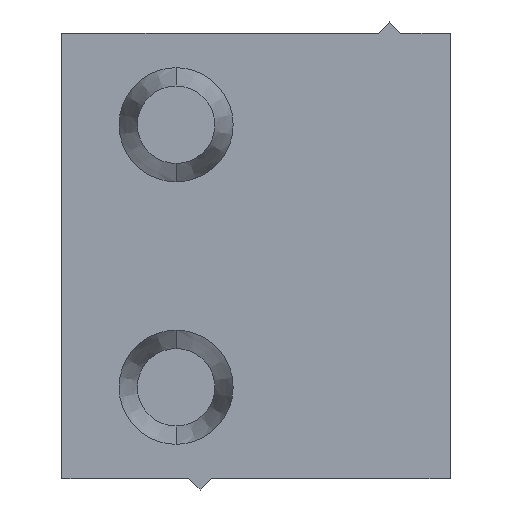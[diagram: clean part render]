
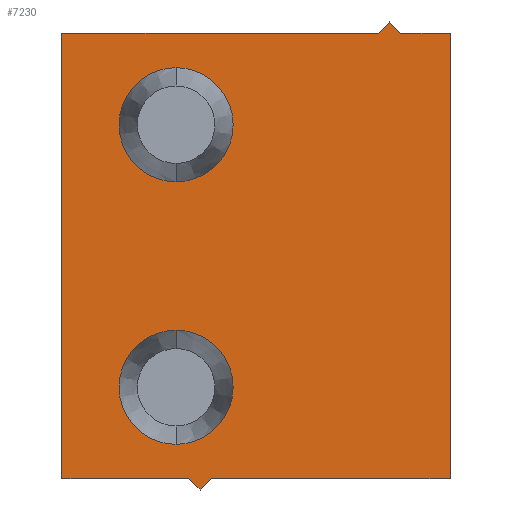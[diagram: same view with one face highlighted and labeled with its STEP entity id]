
A CAD part, front view. The second image highlights one B-rep face of the part: STEP entity #7230.
In plain terms, the highlighted planar face has unit normal (0, -1, 0).
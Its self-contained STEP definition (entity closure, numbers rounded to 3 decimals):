
#60=CARTESIAN_POINT('',(-44.3,-1.5,
0.));
#70=DIRECTION('',(-0.707,0.,
0.707));
#80=VECTOR('',#70,1.);
#90=LINE('',#60,#80);
#100=CARTESIAN_POINT('',(-56.15,-1.5,11.85));
#110=VERTEX_POINT('',#100);
#120=CARTESIAN_POINT('',(-56.65,-1.5,
12.35));
#130=VERTEX_POINT('',#120);
#140=EDGE_CURVE('',#110,#130,#90,.T.);
#1000=CARTESIAN_POINT('',(1.078,-1.5,
41.278));
#1010=DIRECTION('',(-0.707,0.,
-0.707));
#1020=VECTOR('',#1010,1.);
#1030=LINE('',#1000,#1020);
#1040=CARTESIAN_POINT('',(-36.15,-1.5,
4.05));
#1050=VERTEX_POINT('',#1040);
#1060=CARTESIAN_POINT('',(-36.65,-1.5,
3.55));
#1070=VERTEX_POINT('',#1060);
#1080=EDGE_CURVE('',#1050,#1070,#1030,.T.);
#1530=CARTESIAN_POINT('',(-49.65,-1.5,
3.));
#1540=VERTEX_POINT('',#1530);
#1700=CARTESIAN_POINT('',(-54.65,-1.5,
3.));
#1710=VERTEX_POINT('',#1700);
#1740=CARTESIAN_POINT('',(-52.15,-1.5,
3.));
#1750=DIRECTION('',(0.,1.,0.));
#1760=DIRECTION('',(1.,0.,0.));
#1770=AXIS2_PLACEMENT_3D('',#1740,#1750,#1760);
#1780=CIRCLE('',#1770,2.5);
#1790=EDGE_CURVE('',#1710,#1540,#1780,.T.);
#2000=CARTESIAN_POINT('',(-36.65,-1.5,
4.55));
#2010=VERTEX_POINT('',#2000);
#2060=CARTESIAN_POINT('',(-36.65,-1.5,
0.));
#2070=DIRECTION('',(0.,0.,1.));
#2080=VECTOR('',#2070,1.);
#2090=LINE('',#2060,#2080);
#2100=CARTESIAN_POINT('',(-36.65,-1.5,
15.));
#2110=VERTEX_POINT('',#2100);
#2120=EDGE_CURVE('',#2010,#2110,#2090,.T.);
#2380=CARTESIAN_POINT('',(-36.65,-1.5,
0.));
#2390=DIRECTION('',(0.,0.,1.));
#2400=VECTOR('',#2390,1.);
#2410=LINE('',#2380,#2400);
#2420=CARTESIAN_POINT('',(-36.65,-1.5,
-2.));
#2430=VERTEX_POINT('',#2420);
#2440=EDGE_CURVE('',#2430,#1070,#2410,.T.);
#2980=CARTESIAN_POINT('',(-43.15,-1.5,
3.));
#2990=VERTEX_POINT('',#2980);
#3150=CARTESIAN_POINT('',(-38.15,-1.5,
3.));
#3160=VERTEX_POINT('',#3150);
#3190=CARTESIAN_POINT('',(-40.65,-1.5,
3.));
#3200=DIRECTION('',(0.,-1.,0.));
#3210=DIRECTION('',(1.,0.,0.));
#3220=AXIS2_PLACEMENT_3D('',#3190,#3200,#3210);
#3230=CIRCLE('',#3220,2.5);
#3240=EDGE_CURVE('',#2990,#3160,#3230,.T.);
#6270=CARTESIAN_POINT('',(-56.15,-1.5,
0.));
#6280=DIRECTION('',(0.,0.,-1.));
#6290=VECTOR('',#6280,1.);
#6300=LINE('',#6270,#6290);
#6310=CARTESIAN_POINT('',(-56.15,-1.5,
15.));
#6320=VERTEX_POINT('',#6310);
#6330=CARTESIAN_POINT('',(-56.15,-1.5,
12.85));
#6340=VERTEX_POINT('',#6330);
#6350=EDGE_CURVE('',#6320,#6340,#6300,.T.);
#6690=CARTESIAN_POINT('',(-36.15,-1.5,
7.55));
#6700=DIRECTION('',(0.,-1.,0.));
#6710=DIRECTION('',(1.,0.,0.));
#6720=AXIS2_PLACEMENT_3D('',#6690,#6700,#6710);
#6730=PLANE('',#6720);
#6740=EDGE_CURVE('',#1540,#1710,#1780,.T.);
#6750=ORIENTED_EDGE('',*,*,#6740,.T.);
#6760=ORIENTED_EDGE('',*,*,#1790,.T.);
#6770=EDGE_LOOP('',(#6760,#6750));
#6780=FACE_BOUND('',#6770,.T.);
#6790=EDGE_CURVE('',#3160,#2990,#3230,.T.);
#6800=ORIENTED_EDGE('',*,*,#6790,.F.);
#6810=ORIENTED_EDGE('',*,*,#3240,.F.);
#6820=EDGE_LOOP('',(#6810,#6800));
#6830=FACE_BOUND('',#6820,.T.);
#6840=ORIENTED_EDGE('',*,*,#140,.F.);
#6850=CARTESIAN_POINT('',(1.078,-1.5,
70.078));
#6860=DIRECTION('',(0.707,0.,
0.707));
#6870=VECTOR('',#6860,1.);
#6880=LINE('',#6850,#6870);
#6890=EDGE_CURVE('',#130,#6340,#6880,.T.);
#6900=ORIENTED_EDGE('',*,*,#6890,.F.);
#6910=ORIENTED_EDGE('',*,*,#6350,.T.);
#6920=CARTESIAN_POINT('',(1.078,-1.5,15.));
#6930=DIRECTION('',(-1.,0.,0.));
#6940=VECTOR('',#6930,1.);
#6950=LINE('',#6920,#6940);
#6960=EDGE_CURVE('',#2110,#6320,#6950,.T.);
#6970=ORIENTED_EDGE('',*,*,#6960,.T.);
#6980=ORIENTED_EDGE('',*,*,#2120,.T.);
#6990=CARTESIAN_POINT('',(0.578,-1.5,
-32.678));
#7000=DIRECTION('',(0.707,0.,
-0.707));
#7010=VECTOR('',#7000,1.);
#7020=LINE('',#6990,#7010);
#7030=EDGE_CURVE('',#2010,#1050,#7020,.T.);
#7040=ORIENTED_EDGE('',*,*,#7030,.F.);
#7050=ORIENTED_EDGE('',*,*,#1080,.F.);
#7060=ORIENTED_EDGE('',*,*,#2440,.T.);
#7070=CARTESIAN_POINT('',(1.078,-1.5,
-2.));
#7080=DIRECTION('',(1.,0.,0.));
#7090=VECTOR('',#7080,1.);
#7100=LINE('',#7070,#7090);
#7110=CARTESIAN_POINT('',(-56.15,-1.5,
-2.));
#7120=VERTEX_POINT('',#7110);
#7130=EDGE_CURVE('',#7120,#2430,#7100,.T.);
#7140=ORIENTED_EDGE('',*,*,#7130,.T.);
#7150=CARTESIAN_POINT('',(-56.15,-1.5,
0.));
#7160=DIRECTION('',(0.,0.,-1.));
#7170=VECTOR('',#7160,1.);
#7180=LINE('',#7150,#7170);
#7190=EDGE_CURVE('',#110,#7120,#7180,.T.);
#7200=ORIENTED_EDGE('',*,*,#7190,.T.);
#7210=EDGE_LOOP('',(#7200,#7140,#7060,#7050,#7040,#6980,#6970,#6910,
#6900,#6840));
#7220=FACE_OUTER_BOUND('',#7210,.T.);
#7230=ADVANCED_FACE('',(#6780,#6830,#7220),#6730,.T.);
